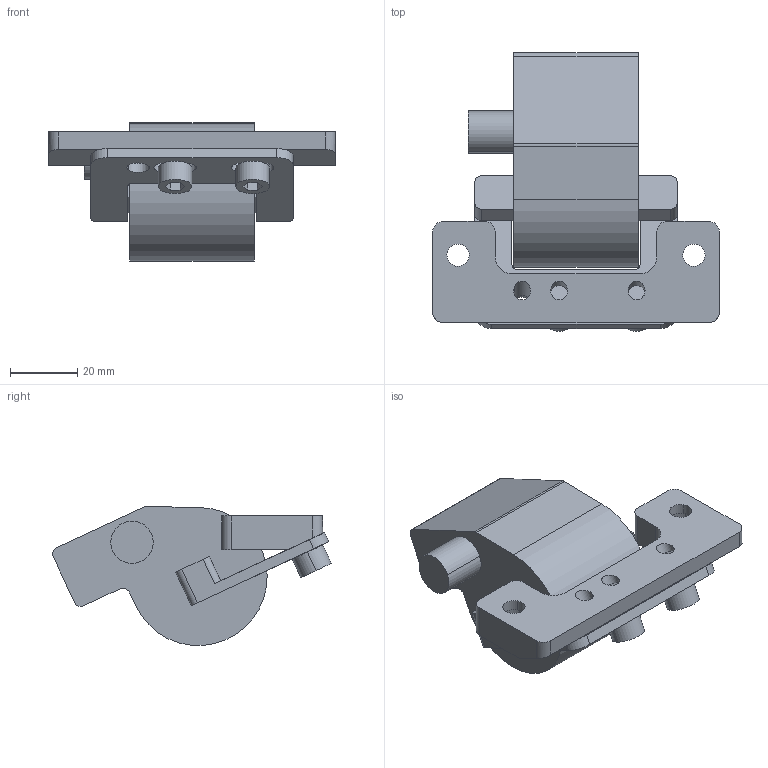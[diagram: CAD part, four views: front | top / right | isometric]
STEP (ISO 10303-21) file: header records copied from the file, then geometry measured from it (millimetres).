
FILE_DESCRIPTION(('CATIA V5 STEP Exchange'),'2;1');
FILE_NAME('ZSB_Zuendspule.stp','2020-01-03T07:40:54+00:00',('none'),('none'),'CATIA Version 5 Release 19 SP 9 (IN-10)','CATIA V5 STEP AP214','none');
FILE_SCHEMA(('AUTOMOTIVE_DESIGN { 1 0 10303 214 1 1 1 1 }'));
Length unit declared in the file: millimetre
Products named in the file (4): ZSB_Zuendspule; SR500_057; SR500_060; SR500_061
Assembly tree (4 placements, depth 2):
  ZSB_Zuendspule
    SR500_057
    SR500_060
    SR500_061  x2
Bounding box: 85 x 82.74 x 41.24 mm (x, y, z)
Volume: 90606.8 mm3; surface area: 22588 mm2
Topology: 4 solids, 4 shells, 116 faces, 297 edges, 196 vertices
Faces by surface type: plane 61, cylinder 51, cone 4
Entity records: 3397 total; most frequent: CARTESIAN_POINT 628, ORIENTED_EDGE 526, DIRECTION 431, EDGE_CURVE 263, AXIS2_PLACEMENT_3D 179, VERTEX_POINT 174, VECTOR 161, LINE 161
